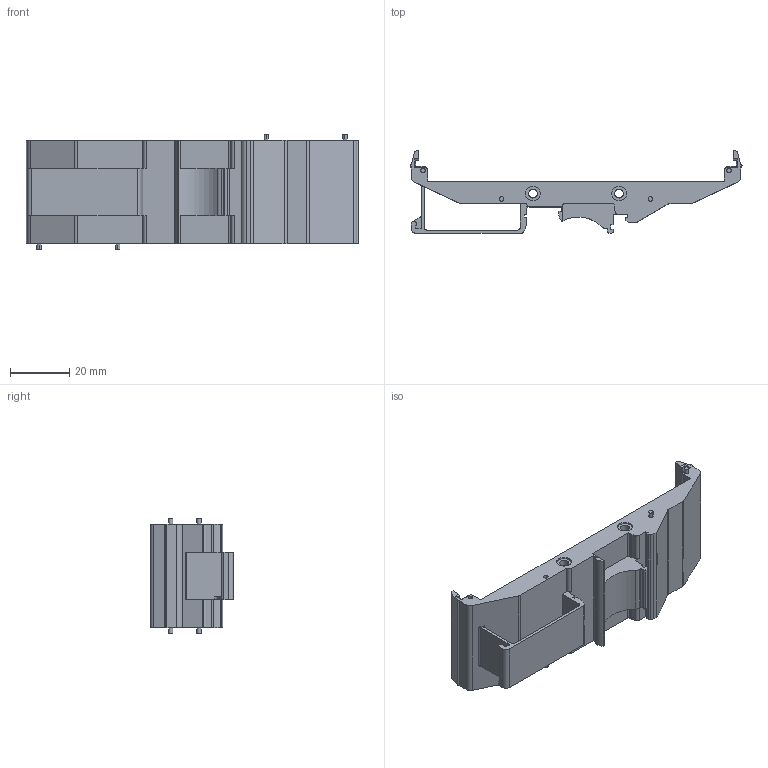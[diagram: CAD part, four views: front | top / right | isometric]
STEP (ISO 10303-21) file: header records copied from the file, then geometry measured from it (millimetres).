
FILE_DESCRIPTION(('STEP AP214'),'1');
FILE_NAME('70055461.stp','2018-01-19T15:03:40',('TraceParts'),('TraceParts S.A.'),'Spatial InterOp 3D',' ',' ');
FILE_SCHEMA(('automotive_design'));
Length unit declared in the file: millimetre
Products named in the file (1): 70055461
Bounding box: 111.8 x 27.7 x 38.6 mm (x, y, z)
Volume: 32706.2 mm3; surface area: 14845.3 mm2
Topology: 1 solids, 1 shells, 165 faces, 448 edges, 296 vertices
Faces by surface type: plane 92, cylinder 73
Entity records: 6587 total; most frequent: DIRECTION 933, CARTESIAN_POINT 910, ORIENTED_EDGE 896, EDGE_CURVE 448, AXIS2_PLACEMENT_3D 319, VERTEX_POINT 296, LINE 295, VECTOR 295
